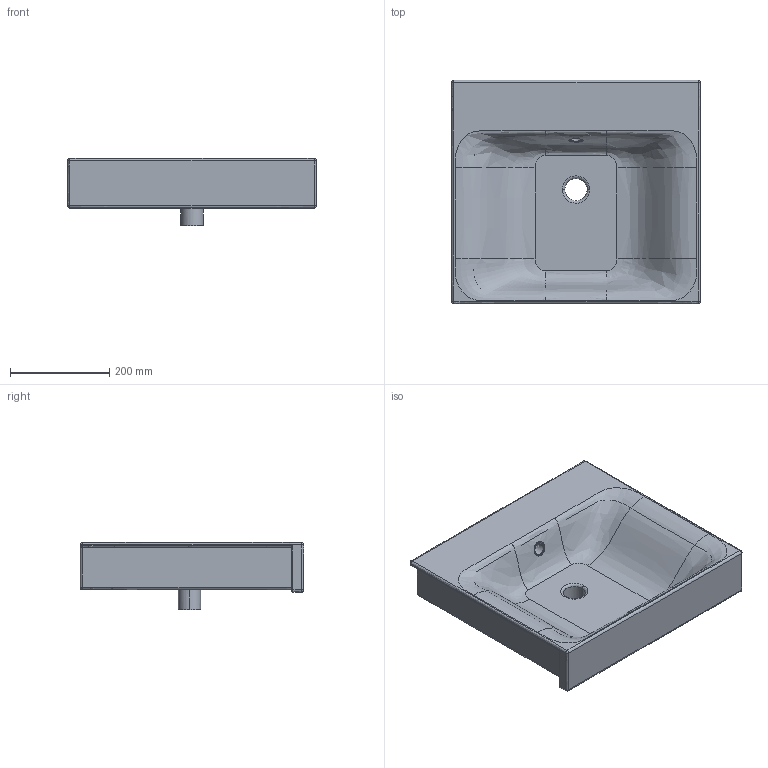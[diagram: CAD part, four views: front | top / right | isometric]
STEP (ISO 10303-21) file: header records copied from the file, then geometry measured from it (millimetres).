
FILE_DESCRIPTION(/* description */ (''),/* implementation_level */ '2;1');
FILE_NAME(/* name */ '9505088-354601axa-centosemi-rec.-basin-500-1th',/* time_stamp */ '2015-07-03T09:29:29+02:00',/* author */ (''),/* organization */ (''),/* preprocessor_version */ 'ST-DEVELOPER v10',/* originating_system */ '',/* authorisation */ '');
FILE_SCHEMA (('CONFIG_CONTROL_DESIGN'));
Length unit declared in the file: millimetre
Products named in the file (1): 1
Bounding box: 500 x 450 x 135 mm (x, y, z)
Surface area: 698643 mm2 (no closed solid volume)
Topology: 0 solids, 2 shells, 84 faces, 219 edges, 138 vertices
Faces by surface type: bspline 63, plane 21
Entity records: 8305 total; most frequent: CARTESIAN_POINT 7031, ORIENTED_EDGE 422, EDGE_CURVE 218, VERTEX_POINT 137, EDGE_LOOP 87, ADVANCED_FACE 84, FACE_OUTER_BOUND 84, B_SPLINE_CURVE_WITH_KNOTS 67
